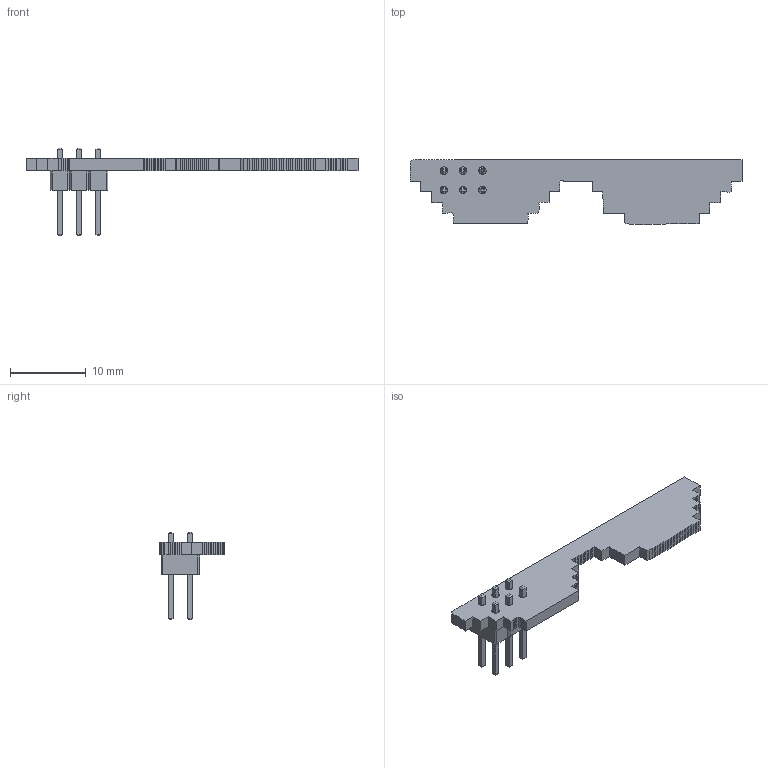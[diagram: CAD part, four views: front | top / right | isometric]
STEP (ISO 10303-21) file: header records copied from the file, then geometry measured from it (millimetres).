
FILE_DESCRIPTION(('KiCad electronic assembly'),'2;1');
FILE_NAME('Lentes EKOparty-2024.step','2024-07-23T10:32:24',('Pcbnew'),( 'Kicad'),'Open CASCADE STEP processor 7.8','KiCad to STEP converter' ,'Unknown');
FILE_SCHEMA(('AUTOMOTIVE_DESIGN { 1 0 10303 214 1 1 1 1 }'));
Length unit declared in the file: millimetre
Products named in the file (4): Lentes EKOparty-2024 1; PinHeader_2x03_P2.54mm_Vertical; PinHeader_2x03_P254mm_Vertical; Lentes EKOparty-2024_PCB
Assembly tree (3 placements, depth 3):
  Lentes EKOparty-2024 1
    PinHeader_2x03_P2.54mm_Vertical
      PinHeader_2x03_P254mm_Vertical
    Lentes EKOparty-2024_PCB
Bounding box: 43.76 x 8.58 x 11.54 mm (x, y, z)
Volume: 567.7 mm3; surface area: 1051.5 mm2
Topology: 2 solids, 2 shells, 315 faces, 849 edges, 550 vertices
Faces by surface type: plane 309, cylinder 6
Full cylindrical faces by diameter (mm): 1 x6
Entity records: 10619 total; most frequent: CARTESIAN_POINT 1718, ORIENTED_EDGE 1698, DIRECTION 1499, EDGE_CURVE 849, LINE 837, VECTOR 837, VERTEX_POINT 550, FACE_BOUND 339
